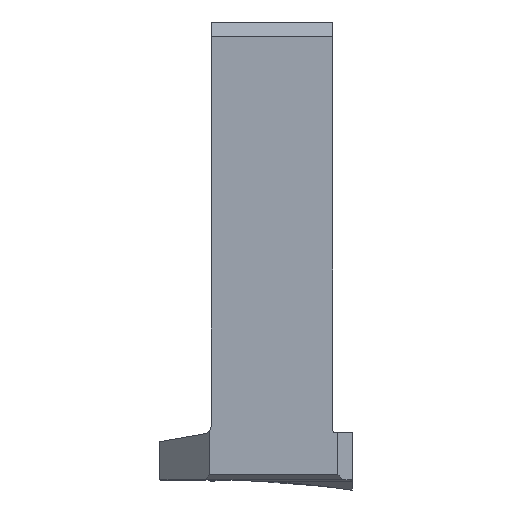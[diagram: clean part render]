
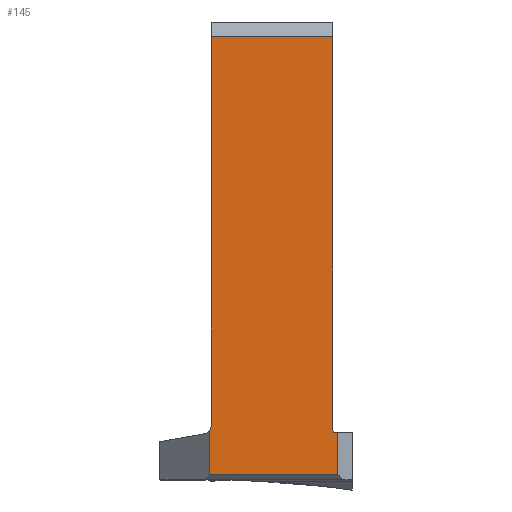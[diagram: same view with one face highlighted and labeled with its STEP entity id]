
A CAD part, left-side view. The second image highlights one B-rep face of the part: STEP entity #145.
In plain terms, the highlighted planar face has unit normal (-1, 0, 0).
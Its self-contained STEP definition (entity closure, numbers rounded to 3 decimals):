
#112=PLANE('',#1338);
#145=ADVANCED_FACE('CU_RIGHT_SU1',(#227),#112,.T.);
#227=FACE_OUTER_BOUND('',#289,.T.);
#289=EDGE_LOOP('',(#602,#603,#604,#605,#606,#607,#608,#609,#610));
#350=CIRCLE('',#1336,0.5);
#351=CIRCLE('',#1337,1.6);
#391=LINE('',#1926,#477);
#393=LINE('',#1932,#479);
#394=LINE('',#1934,#480);
#395=LINE('',#1936,#481);
#396=LINE('',#1940,#482);
#397=LINE('',#1942,#483);
#398=LINE('',#1944,#484);
#477=VECTOR('',#1463,1.);
#479=VECTOR('',#1469,1.);
#480=VECTOR('',#1470,1.);
#481=VECTOR('',#1471,1.);
#482=VECTOR('',#1474,1.);
#483=VECTOR('',#1475,1.);
#484=VECTOR('',#1476,1.);
#602=ORIENTED_EDGE('',*,*,#1055,.T.);
#603=ORIENTED_EDGE('',*,*,#1056,.T.);
#604=ORIENTED_EDGE('',*,*,#1057,.T.);
#605=ORIENTED_EDGE('',*,*,#1058,.T.);
#606=ORIENTED_EDGE('',*,*,#1059,.T.);
#607=ORIENTED_EDGE('',*,*,#1060,.T.);
#608=ORIENTED_EDGE('',*,*,#1061,.T.);
#609=ORIENTED_EDGE('',*,*,#1062,.T.);
#610=ORIENTED_EDGE('',*,*,#1052,.F.);
#933=VERTEX_POINT('',#1925);
#934=VERTEX_POINT('',#1927);
#936=VERTEX_POINT('',#1933);
#937=VERTEX_POINT('',#1935);
#938=VERTEX_POINT('',#1937);
#939=VERTEX_POINT('',#1939);
#940=VERTEX_POINT('',#1941);
#941=VERTEX_POINT('',#1943);
#942=VERTEX_POINT('',#1945);
#1052=EDGE_CURVE('',#933,#934,#391,.T.);
#1055=EDGE_CURVE('',#933,#936,#393,.T.);
#1056=EDGE_CURVE('',#936,#937,#394,.T.);
#1057=EDGE_CURVE('',#937,#938,#395,.T.);
#1058=EDGE_CURVE('',#938,#939,#350,.T.);
#1059=EDGE_CURVE('',#939,#940,#396,.T.);
#1060=EDGE_CURVE('',#940,#941,#397,.T.);
#1061=EDGE_CURVE('',#941,#942,#398,.T.);
#1062=EDGE_CURVE('',#942,#934,#351,.T.);
#1336=AXIS2_PLACEMENT_3D('',#1938,#1472,#1473);
#1337=AXIS2_PLACEMENT_3D('',#1946,#1477,#1478);
#1338=AXIS2_PLACEMENT_3D('',#1947,#1479,#1480);
#1463=DIRECTION('',(0.,0.,1.));
#1469=DIRECTION('',(0.,-1.,0.));
#1470=DIRECTION('',(0.,0.,1.));
#1471=DIRECTION('',(0.,1.,0.));
#1472=DIRECTION('',(1.,0.,0.));
#1473=DIRECTION('',(0.,0.,1.));
#1474=DIRECTION('',(0.,0.,1.));
#1475=DIRECTION('',(0.,1.,0.));
#1476=DIRECTION('',(0.,0.,-1.));
#1477=DIRECTION('',(1.,0.,0.));
#1478=DIRECTION('',(0.,0.,1.));
#1479=DIRECTION('',(-1.,0.,0.));
#1480=DIRECTION('',(0.,0.,1.));
#1925=CARTESIAN_POINT('',(0.,25.2,-92.6));
#1926=CARTESIAN_POINT('',(0.,25.2,-114.));
#1927=CARTESIAN_POINT('',(0.,25.2,-83.554));
#1932=CARTESIAN_POINT('',(0.,-110.,-92.6));
#1933=CARTESIAN_POINT('',(0.,-1.,-92.6));
#1934=CARTESIAN_POINT('',(0.,-1.,-134.));
#1935=CARTESIAN_POINT('',(0.,-1.,-84.));
#1936=CARTESIAN_POINT('',(0.,-100.,-84.));
#1937=CARTESIAN_POINT('',(0.,-0.5,-84.));
#1938=CARTESIAN_POINT('',(0.,-0.5,-83.5));
#1939=CARTESIAN_POINT('',(0.,0.,-83.5));
#1940=CARTESIAN_POINT('',(0.,0.,-84.));
#1941=CARTESIAN_POINT('',(0.,0.,-3.));
#1942=CARTESIAN_POINT('',(0.,0.,-3.));
#1943=CARTESIAN_POINT('',(0.,24.925,-3.));
#1944=CARTESIAN_POINT('',(0.,24.925,0.));
#1945=CARTESIAN_POINT('',(0.,24.925,-82.657));
#1946=CARTESIAN_POINT('',(0.,26.525,-82.657));
#1947=CARTESIAN_POINT('',(0.,-110.,-114.));
